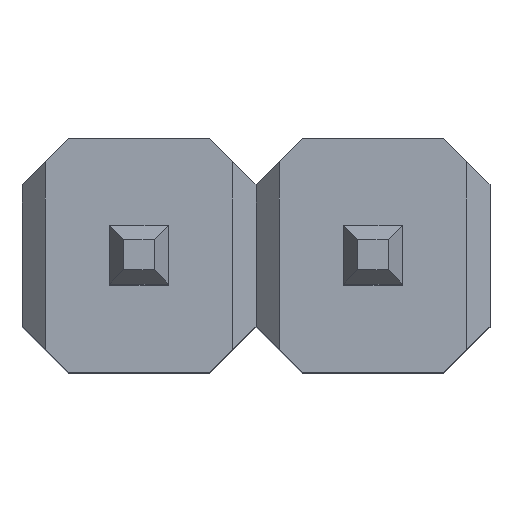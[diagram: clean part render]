
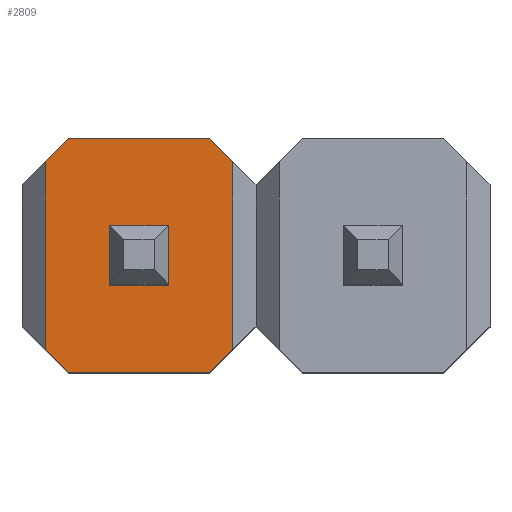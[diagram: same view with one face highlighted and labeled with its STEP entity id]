
A CAD part, top view. The second image highlights one B-rep face of the part: STEP entity #2809.
In plain terms, the highlighted face is planar.
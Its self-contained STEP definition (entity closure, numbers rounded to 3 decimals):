
#93=FACE_BOUND('',#263,.T.);
#101=FACE_OUTER_BOUND('',#262,.T.);
#262=EDGE_LOOP('',(#1854,#1855,#1856,#1857,#1858,#1859,#1860,#1861));
#263=EDGE_LOOP('',(#1862,#1863,#1864,#1865));
#431=LINE('',#3948,#810);
#432=LINE('',#3950,#811);
#433=LINE('',#3952,#812);
#434=LINE('',#3954,#813);
#435=LINE('',#3956,#814);
#436=LINE('',#3958,#815);
#437=LINE('',#3960,#816);
#438=LINE('',#3961,#817);
#439=LINE('',#3964,#818);
#440=LINE('',#3966,#819);
#441=LINE('',#3968,#820);
#442=LINE('',#3969,#821);
#810=VECTOR('',#3179,2.04);
#811=VECTOR('',#3180,0.354);
#812=VECTOR('',#3181,1.54);
#813=VECTOR('',#3182,0.354);
#814=VECTOR('',#3183,2.04);
#815=VECTOR('',#3184,0.354);
#816=VECTOR('',#3185,1.54);
#817=VECTOR('',#3186,0.354);
#818=VECTOR('',#3187,0.635);
#819=VECTOR('',#3188,0.635);
#820=VECTOR('',#3189,0.635);
#821=VECTOR('',#3190,0.635);
#1189=VERTEX_POINT('',#3946);
#1190=VERTEX_POINT('',#3947);
#1191=VERTEX_POINT('',#3949);
#1192=VERTEX_POINT('',#3951);
#1193=VERTEX_POINT('',#3953);
#1194=VERTEX_POINT('',#3955);
#1195=VERTEX_POINT('',#3957);
#1196=VERTEX_POINT('',#3959);
#1197=VERTEX_POINT('',#3962);
#1198=VERTEX_POINT('',#3963);
#1199=VERTEX_POINT('',#3965);
#1200=VERTEX_POINT('',#3967);
#1451=EDGE_CURVE('',#1189,#1190,#431,.T.);
#1452=EDGE_CURVE('',#1189,#1191,#432,.T.);
#1453=EDGE_CURVE('',#1192,#1191,#433,.T.);
#1454=EDGE_CURVE('',#1192,#1193,#434,.T.);
#1455=EDGE_CURVE('',#1194,#1193,#435,.T.);
#1456=EDGE_CURVE('',#1194,#1195,#436,.T.);
#1457=EDGE_CURVE('',#1196,#1195,#437,.T.);
#1458=EDGE_CURVE('',#1196,#1190,#438,.T.);
#1459=EDGE_CURVE('',#1197,#1198,#439,.T.);
#1460=EDGE_CURVE('',#1199,#1197,#440,.T.);
#1461=EDGE_CURVE('',#1200,#1199,#441,.T.);
#1462=EDGE_CURVE('',#1198,#1200,#442,.T.);
#1854=ORIENTED_EDGE('',*,*,#1451,.F.);
#1855=ORIENTED_EDGE('',*,*,#1452,.T.);
#1856=ORIENTED_EDGE('',*,*,#1453,.F.);
#1857=ORIENTED_EDGE('',*,*,#1454,.T.);
#1858=ORIENTED_EDGE('',*,*,#1455,.F.);
#1859=ORIENTED_EDGE('',*,*,#1456,.T.);
#1860=ORIENTED_EDGE('',*,*,#1457,.F.);
#1861=ORIENTED_EDGE('',*,*,#1458,.T.);
#1862=ORIENTED_EDGE('',*,*,#1459,.F.);
#1863=ORIENTED_EDGE('',*,*,#1460,.F.);
#1864=ORIENTED_EDGE('',*,*,#1461,.F.);
#1865=ORIENTED_EDGE('',*,*,#1462,.F.);
#2660=PLANE('',#2981);
#2809=ADVANCED_FACE('',(#101,#93),#2660,.F.);
#2981=AXIS2_PLACEMENT_3D('',#3945,#3177,#3178);
#3177=DIRECTION('center_axis',(0.,-1.,0.));
#3178=DIRECTION('ref_axis',(-1.,0.,0.));
#3179=DIRECTION('',(0.,0.,1.));
#3180=DIRECTION('',(-0.707,0.,-0.707));
#3181=DIRECTION('',(1.,0.,0.));
#3182=DIRECTION('',(-0.707,0.,0.707));
#3183=DIRECTION('',(0.,0.,-1.));
#3184=DIRECTION('',(0.707,0.,0.707));
#3185=DIRECTION('',(-1.,0.,0.));
#3186=DIRECTION('',(0.707,0.,-0.707));
#3187=DIRECTION('',(0.,0.,1.));
#3188=DIRECTION('',(-1.,0.,0.));
#3189=DIRECTION('',(0.,0.,-1.));
#3190=DIRECTION('',(1.,0.,0.));
#3945=CARTESIAN_POINT('Origin',(0.,0.1,0.));
#3946=CARTESIAN_POINT('',(3.56,0.1,-1.02));
#3947=CARTESIAN_POINT('',(3.56,0.1,1.02));
#3948=CARTESIAN_POINT('',(3.56,0.1,-1.02));
#3949=CARTESIAN_POINT('',(3.31,0.1,-1.27));
#3950=CARTESIAN_POINT('',(3.56,0.1,-1.02));
#3951=CARTESIAN_POINT('',(1.77,0.1,-1.27));
#3952=CARTESIAN_POINT('',(1.77,0.1,-1.27));
#3953=CARTESIAN_POINT('',(1.52,0.1,-1.02));
#3954=CARTESIAN_POINT('',(1.77,0.1,-1.27));
#3955=CARTESIAN_POINT('',(1.52,0.1,1.02));
#3956=CARTESIAN_POINT('',(1.52,0.1,1.02));
#3957=CARTESIAN_POINT('',(1.77,0.1,1.27));
#3958=CARTESIAN_POINT('',(1.52,0.1,1.02));
#3959=CARTESIAN_POINT('',(3.31,0.1,1.27));
#3960=CARTESIAN_POINT('',(3.31,0.1,1.27));
#3961=CARTESIAN_POINT('',(3.31,0.1,1.27));
#3962=CARTESIAN_POINT('',(2.223,0.1,-0.318));
#3963=CARTESIAN_POINT('',(2.223,0.1,0.318));
#3964=CARTESIAN_POINT('',(2.223,0.1,-0.318));
#3965=CARTESIAN_POINT('',(2.858,0.1,-0.318));
#3966=CARTESIAN_POINT('',(2.858,0.1,-0.318));
#3967=CARTESIAN_POINT('',(2.858,0.1,0.318));
#3968=CARTESIAN_POINT('',(2.858,0.1,0.318));
#3969=CARTESIAN_POINT('',(2.223,0.1,0.318));
